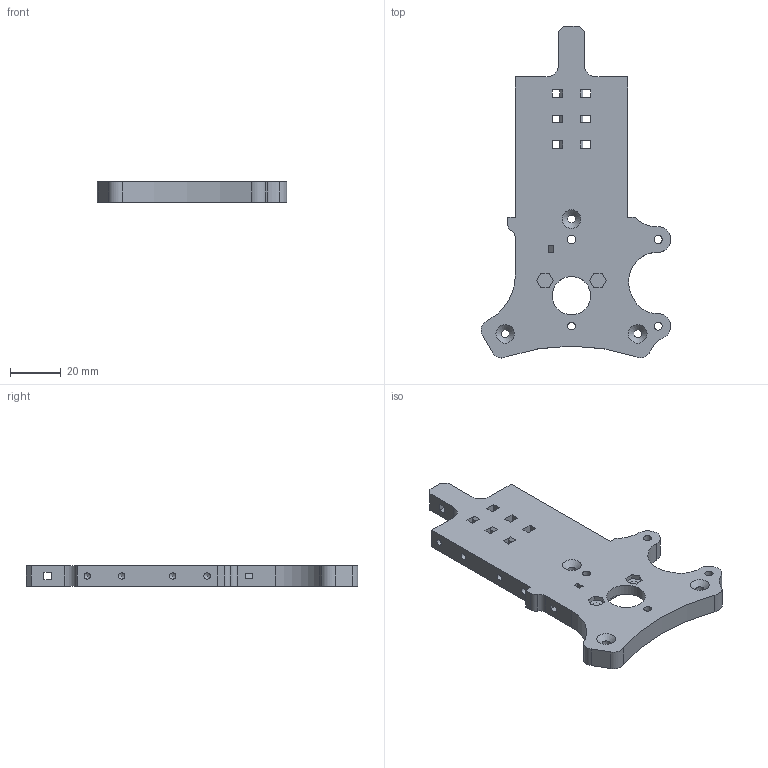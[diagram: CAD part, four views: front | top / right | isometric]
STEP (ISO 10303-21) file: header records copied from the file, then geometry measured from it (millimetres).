
FILE_DESCRIPTION(/* description */ (''),/* implementation_level */ '2;1');
FILE_NAME(/* name */ 'HemeraToolPlate v7.step',/* time_stamp */ '2020-08-05T22:58:18+01:00',/* author */ (''),/* organization */ (''),/* preprocessor_version */ 'ST-DEVELOPER v18.1',/* originating_system */ 'Autodesk Translation Framework v9.3.0.1241',/* authorisation */ '');
FILE_SCHEMA (('AUTOMOTIVE_DESIGN { 1 0 10303 214 3 1 1 }'));
Length unit declared in the file: millimetre
Products named in the file (1): HemeraToolPlate
Bounding box: 74.44 x 130.22 x 8 mm (x, y, z)
Volume: 39990 mm3; surface area: 16329.2 mm2
Topology: 1 solids, 1 shells, 145 faces, 399 edges, 261 vertices
Faces by surface type: plane 82, cylinder 46, cone 14, sphere 3
Full cylindrical faces by diameter (mm): 2.5 x8, 3 x3, 3.2 x6, 6.7 x3, 15 x1
Entity records: 4663 total; most frequent: CARTESIAN_POINT 798, DIRECTION 789, ORIENTED_EDGE 782, EDGE_CURVE 391, LINE 285, VECTOR 285, VERTEX_POINT 261, AXIS2_PLACEMENT_3D 252
